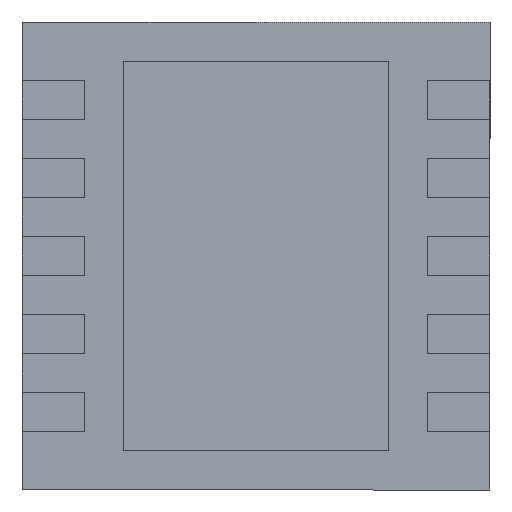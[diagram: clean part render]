
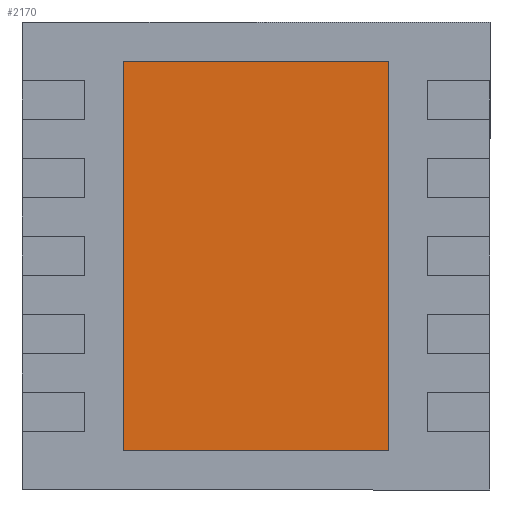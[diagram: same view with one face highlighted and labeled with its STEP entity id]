
A CAD part, front view. The second image highlights one B-rep face of the part: STEP entity #2170.
In plain terms, the highlighted planar face has unit normal (0, -1, 0).
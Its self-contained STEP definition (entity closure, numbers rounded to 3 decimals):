
#118 = LINE ( 'NONE', #889, #2424 ) ;
#192 = ORIENTED_EDGE ( 'NONE', *, *, #3132, .T. ) ;
#224 = EDGE_CURVE ( 'NONE', #2956, #2746, #301, .T. ) ;
#250 = ORIENTED_EDGE ( 'NONE', *, *, #224, .T. ) ;
#301 = LINE ( 'NONE', #2703, #821 ) ;
#505 = PLANE ( 'NONE',  #2001 ) ;
#519 = DIRECTION ( 'NONE',  ( 0., 0., -1. ) ) ;
#705 = CARTESIAN_POINT ( 'NONE',  ( 0.85, 0., 1.25 ) ) ;
#821 = VECTOR ( 'NONE', #2167, 1000. ) ;
#889 = CARTESIAN_POINT ( 'NONE',  ( -0.85, 0., 1.25 ) ) ;
#1085 = CARTESIAN_POINT ( 'NONE',  ( 0.85, 0., 1.25 ) ) ;
#1109 = CARTESIAN_POINT ( 'NONE',  ( 0.85, 0., -1.25 ) ) ;
#1317 = DIRECTION ( 'NONE',  ( 0., -1., 0. ) ) ;
#1353 = EDGE_CURVE ( 'NONE', #2746, #3427, #118, .T. ) ;
#1484 = CARTESIAN_POINT ( 'NONE',  ( -0.85, 0., -1.25 ) ) ;
#1586 = CARTESIAN_POINT ( 'NONE',  ( 0., 0., 0. ) ) ;
#1784 = ORIENTED_EDGE ( 'NONE', *, *, #1353, .T. ) ;
#1818 = EDGE_LOOP ( 'NONE', ( #250, #1784, #192, #2466 ) ) ;
#1909 = DIRECTION ( 'NONE',  ( 1., 0., 0. ) ) ;
#2001 = AXIS2_PLACEMENT_3D ( 'NONE', #1586, #1317, #519 ) ;
#2068 = CARTESIAN_POINT ( 'NONE',  ( 0.85, 0., -1.25 ) ) ;
#2114 = VECTOR ( 'NONE', #1909, 1000. ) ;
#2162 = EDGE_CURVE ( 'NONE', #2429, #2956, #3129, .T. ) ;
#2167 = DIRECTION ( 'NONE',  ( -1., 0., 0. ) ) ;
#2170 = ADVANCED_FACE ( 'NONE', ( #2491 ), #505, .T. ) ;
#2245 = DIRECTION ( 'NONE',  ( 0., 0., -1. ) ) ;
#2400 = DIRECTION ( 'NONE',  ( 0., 0., 1. ) ) ;
#2407 = VECTOR ( 'NONE', #2400, 1000. ) ;
#2424 = VECTOR ( 'NONE', #2245, 1000. ) ;
#2429 = VERTEX_POINT ( 'NONE', #2068 ) ;
#2466 = ORIENTED_EDGE ( 'NONE', *, *, #2162, .T. ) ;
#2491 = FACE_OUTER_BOUND ( 'NONE', #1818, .T. ) ;
#2675 = CARTESIAN_POINT ( 'NONE',  ( -0.85, 0., 1.25 ) ) ;
#2703 = CARTESIAN_POINT ( 'NONE',  ( 0.85, 0., 1.25 ) ) ;
#2746 = VERTEX_POINT ( 'NONE', #2675 ) ;
#2956 = VERTEX_POINT ( 'NONE', #705 ) ;
#3129 = LINE ( 'NONE', #1085, #2407 ) ;
#3132 = EDGE_CURVE ( 'NONE', #3427, #2429, #3192, .T. ) ;
#3192 = LINE ( 'NONE', #1109, #2114 ) ;
#3427 = VERTEX_POINT ( 'NONE', #1484 ) ;
